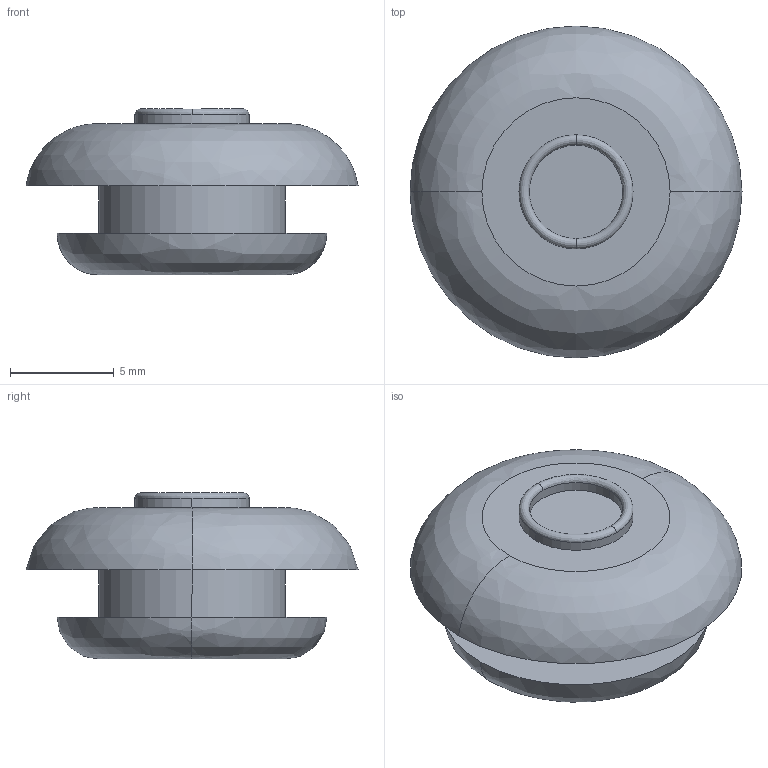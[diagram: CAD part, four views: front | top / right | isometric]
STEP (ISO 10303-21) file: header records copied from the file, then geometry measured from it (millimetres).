
FILE_DESCRIPTION( (''), '2;1');
FILE_NAME ('PC50.12492.TM_MG_14_CRUL_19030.stp','2019-12-19T14:57:07',(''),(''),'spGate 15.6.1','','');
FILE_SCHEMA (('AUTOMOTIVE_DESIGN'));
Length unit declared in the file: millimetre
Bounding box: 16 x 16 x 8 mm (x, y, z)
Volume: 765.6 mm3; surface area: 837.4 mm2
Topology: 1 solids, 1 shells, 20 faces, 42 edges, 28 vertices
Faces by surface type: cylinder 8, plane 6, bspline 6
Entity records: 1047 total; most frequent: CARTESIAN_POINT 262, DIRECTION 84, ORIENTED_EDGE 84, COLOUR_RGB 63, PRESENTATION_STYLE_ASSIGNMENT 63, STYLED_ITEM 63, AXIS2_PLACEMENT_3D 42, EDGE_CURVE 42
